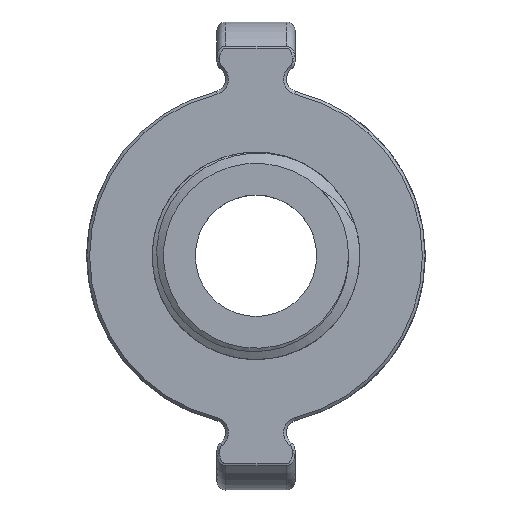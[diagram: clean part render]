
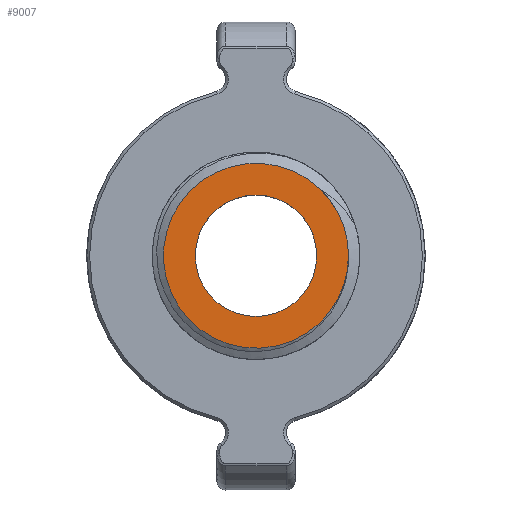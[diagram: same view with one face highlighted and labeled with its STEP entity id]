
A CAD part, top view. The second image highlights one B-rep face of the part: STEP entity #9007.
In plain terms, the highlighted planar face has unit normal (0, 0, 1).
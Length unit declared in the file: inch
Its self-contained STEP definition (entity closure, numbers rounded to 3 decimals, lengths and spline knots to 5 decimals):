
#1772=CARTESIAN_POINT('',(0.,0.,0.87225));
#1773=DIRECTION('',(0.,0.,1.));
#1774=DIRECTION('',(0.689,0.725,0.));
#1775=AXIS2_PLACEMENT_3D('',#1772,#1773,#1774);
#1918=CARTESIAN_POINT('',(0.,0.,0.87225));
#1919=DIRECTION('',(0.,0.,1.));
#1920=DIRECTION('',(0.,-1.,0.));
#1921=AXIS2_PLACEMENT_3D('',#1918,#1919,#1920);
#1923=CARTESIAN_POINT('',(0.,0.,0.87225));
#1924=DIRECTION('',(0.,0.,1.));
#1925=DIRECTION('',(0.,1.,0.));
#1926=AXIS2_PLACEMENT_3D('',#1923,#1924,#1925);
#1928=CARTESIAN_POINT('',(0.,0.,0.87225));
#1929=DIRECTION('',(0.,0.,1.));
#1930=DIRECTION('',(1.,0.025,0.));
#1931=AXIS2_PLACEMENT_3D('',#1928,#1929,#1930);
#6735=CARTESIAN_POINT('',(0.,-0.4375,0.87225));
#6736=CARTESIAN_POINT('',(0.,0.4375,0.87225));
#6737=VERTEX_POINT('',#6735);
#6738=VERTEX_POINT('',#6736);
#6750=CARTESIAN_POINT('',(0.66624,0.01675,0.87225));
#6751=CARTESIAN_POINT('',(0.45894,0.48325,0.87225));
#6752=VERTEX_POINT('',#6750);
#6753=VERTEX_POINT('',#6751);
#8992=CARTESIAN_POINT('',(0.,0.,0.87225));
#8993=DIRECTION('',(0.,0.,-1.));
#8994=DIRECTION('',(1.,0.,0.));
#8995=AXIS2_PLACEMENT_3D('',#8992,#8993,#8994);
#8996=PLANE('',#8995);
#8997=ORIENTED_EDGE('',*,*,#8361,.F.);
#8998=ORIENTED_EDGE('',*,*,#8838,.F.);
#8999=EDGE_LOOP('',(#8997,#8998));
#9000=FACE_OUTER_BOUND('',#8999,.F.);
#9002=ORIENTED_EDGE('',*,*,#9001,.T.);
#9004=ORIENTED_EDGE('',*,*,#9003,.T.);
#9005=EDGE_LOOP('',(#9002,#9004));
#9006=FACE_BOUND('',#9005,.F.);
#9007=ADVANCED_FACE('',(#9000,#9006),#8996,.F.);
#1776=CIRCLE('',#1775,0.66645);
#1922=CIRCLE('',#1921,0.4375);
#1927=CIRCLE('',#1926,0.4375);
#1932=CIRCLE('',#1931,0.66645);
#8361=EDGE_CURVE('',#6752,#6753,#1932,.T.);
#8838=EDGE_CURVE('',#6753,#6752,#1776,.T.);
#9001=EDGE_CURVE('',#6737,#6738,#1922,.T.);
#9003=EDGE_CURVE('',#6738,#6737,#1927,.T.);
